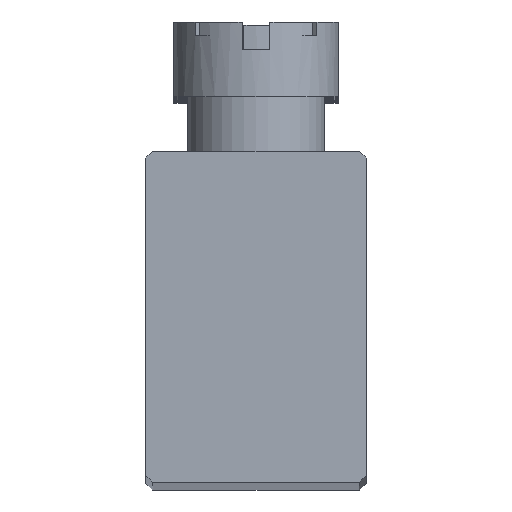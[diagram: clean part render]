
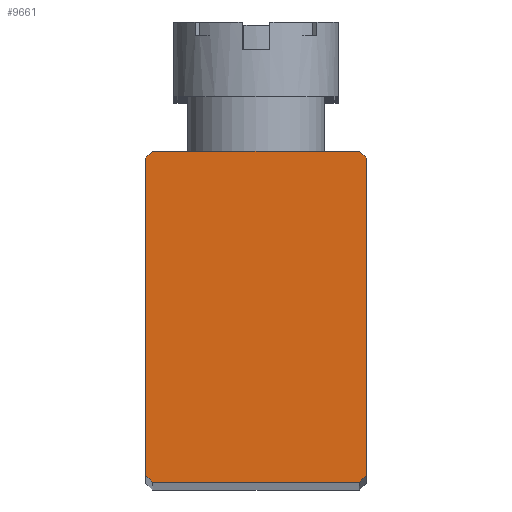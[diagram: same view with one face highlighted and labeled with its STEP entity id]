
A CAD part, top view. The second image highlights one B-rep face of the part: STEP entity #9661.
In plain terms, the highlighted planar face has unit normal (0, 0, 1).
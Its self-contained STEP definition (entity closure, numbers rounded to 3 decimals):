
#272 = CARTESIAN_POINT ( 'NONE',  ( -4., -6., 80.5 ) ) ;
#989 = CARTESIAN_POINT ( 'NONE',  ( 3.75, -6., 80.5 ) ) ;
#1029 = DIRECTION ( 'NONE',  ( -1., 0., 0. ) ) ;
#1195 = VECTOR ( 'NONE', #8919, 1000. ) ;
#1383 = DIRECTION ( 'NONE',  ( 0.707, -0.707, 0. ) ) ;
#1427 = LINE ( 'NONE', #3810, #7276 ) ;
#1438 = ORIENTED_EDGE ( 'NONE', *, *, #5522, .T. ) ;
#1534 = ORIENTED_EDGE ( 'NONE', *, *, #4889, .T. ) ;
#1658 = CARTESIAN_POINT ( 'NONE',  ( -3.75, 6., 80.5 ) ) ;
#1722 = VERTEX_POINT ( 'NONE', #4681 ) ;
#1922 = ORIENTED_EDGE ( 'NONE', *, *, #5535, .T. ) ;
#2037 = ORIENTED_EDGE ( 'NONE', *, *, #4048, .T. ) ;
#2198 = LINE ( 'NONE', #3439, #5949 ) ;
#2295 = DIRECTION ( 'NONE',  ( 0., 1., 0. ) ) ;
#2307 = ORIENTED_EDGE ( 'NONE', *, *, #5554, .T. ) ;
#2348 = CARTESIAN_POINT ( 'NONE',  ( 4., 5.75, 80.5 ) ) ;
#2390 = AXIS2_PLACEMENT_3D ( 'NONE', #272, #3603, #8697 ) ;
#2435 = VERTEX_POINT ( 'NONE', #9573 ) ;
#2799 = PLANE ( 'NONE',  #2390 ) ;
#3000 = VERTEX_POINT ( 'NONE', #2348 ) ;
#3063 = CARTESIAN_POINT ( 'NONE',  ( -9.875, -0.125, 80.5 ) ) ;
#3439 = CARTESIAN_POINT ( 'NONE',  ( -4., 6., 80.5 ) ) ;
#3603 = DIRECTION ( 'NONE',  ( 0., 0., 1. ) ) ;
#3779 = CARTESIAN_POINT ( 'NONE',  ( -3.875, -5.875, 80.5 ) ) ;
#3810 = CARTESIAN_POINT ( 'NONE',  ( 5.875, 3.875, 80.5 ) ) ;
#3949 = LINE ( 'NONE', #8748, #7622 ) ;
#4048 = EDGE_CURVE ( 'NONE', #8986, #6678, #2198, .T. ) ;
#4489 = VECTOR ( 'NONE', #2295, 1000. ) ;
#4644 = EDGE_CURVE ( 'NONE', #1722, #7262, #3949, .T. ) ;
#4681 = CARTESIAN_POINT ( 'NONE',  ( -4., 5.75, 80.5 ) ) ;
#4697 = VECTOR ( 'NONE', #7330, 1000. ) ;
#4708 = LINE ( 'NONE', #6040, #4489 ) ;
#4889 = EDGE_CURVE ( 'NONE', #7275, #3000, #4708, .T. ) ;
#5170 = LINE ( 'NONE', #6560, #4697 ) ;
#5374 = EDGE_CURVE ( 'NONE', #2435, #7674, #5170, .T. ) ;
#5505 = EDGE_CURVE ( 'NONE', #7262, #2435, #9421, .T. ) ;
#5522 = EDGE_CURVE ( 'NONE', #7674, #7275, #9630, .T. ) ;
#5535 = EDGE_CURVE ( 'NONE', #3000, #8986, #1427, .T. ) ;
#5554 = EDGE_CURVE ( 'NONE', #6678, #1722, #9166, .T. ) ;
#5557 = CARTESIAN_POINT ( 'NONE',  ( -4., -5.75, 80.5 ) ) ;
#5732 = VECTOR ( 'NONE', #7480, 1000. ) ;
#5949 = VECTOR ( 'NONE', #1029, 1000. ) ;
#6040 = CARTESIAN_POINT ( 'NONE',  ( 4., 6., 80.5 ) ) ;
#6296 = CARTESIAN_POINT ( 'NONE',  ( 4., -5.75, 80.5 ) ) ;
#6560 = CARTESIAN_POINT ( 'NONE',  ( -4., -6., 80.5 ) ) ;
#6678 = VERTEX_POINT ( 'NONE', #1658 ) ;
#6861 = FACE_OUTER_BOUND ( 'NONE', #8534, .T. ) ;
#7262 = VERTEX_POINT ( 'NONE', #5557 ) ;
#7275 = VERTEX_POINT ( 'NONE', #6296 ) ;
#7276 = VECTOR ( 'NONE', #8187, 1000. ) ;
#7330 = DIRECTION ( 'NONE',  ( 1., 0., 0. ) ) ;
#7480 = DIRECTION ( 'NONE',  ( 0.707, 0.707, 0. ) ) ;
#7502 = VECTOR ( 'NONE', #1383, 1000. ) ;
#7622 = VECTOR ( 'NONE', #9492, 1000. ) ;
#7674 = VERTEX_POINT ( 'NONE', #989 ) ;
#8187 = DIRECTION ( 'NONE',  ( -0.707, 0.707, 0. ) ) ;
#8402 = ORIENTED_EDGE ( 'NONE', *, *, #4644, .T. ) ;
#8534 = EDGE_LOOP ( 'NONE', ( #8402, #9181, #9327, #1438, #1534, #1922, #2037, #2307 ) ) ;
#8697 = DIRECTION ( 'NONE',  ( 1., 0., 0. ) ) ;
#8748 = CARTESIAN_POINT ( 'NONE',  ( -4., 6., 80.5 ) ) ;
#8919 = DIRECTION ( 'NONE',  ( -0.707, -0.707, 0. ) ) ;
#8986 = VERTEX_POINT ( 'NONE', #9633 ) ;
#9166 = LINE ( 'NONE', #3063, #1195 ) ;
#9181 = ORIENTED_EDGE ( 'NONE', *, *, #5505, .T. ) ;
#9327 = ORIENTED_EDGE ( 'NONE', *, *, #5374, .T. ) ;
#9421 = LINE ( 'NONE', #3779, #7502 ) ;
#9492 = DIRECTION ( 'NONE',  ( 0., -1., 0. ) ) ;
#9573 = CARTESIAN_POINT ( 'NONE',  ( -3.75, -6., 80.5 ) ) ;
#9607 = CARTESIAN_POINT ( 'NONE',  ( -0.125, -9.875, 80.5 ) ) ;
#9630 = LINE ( 'NONE', #9607, #5732 ) ;
#9633 = CARTESIAN_POINT ( 'NONE',  ( 3.75, 6., 80.5 ) ) ;
#9661 = ADVANCED_FACE ( 'NONE', ( #6861 ), #2799, .T. ) ;
